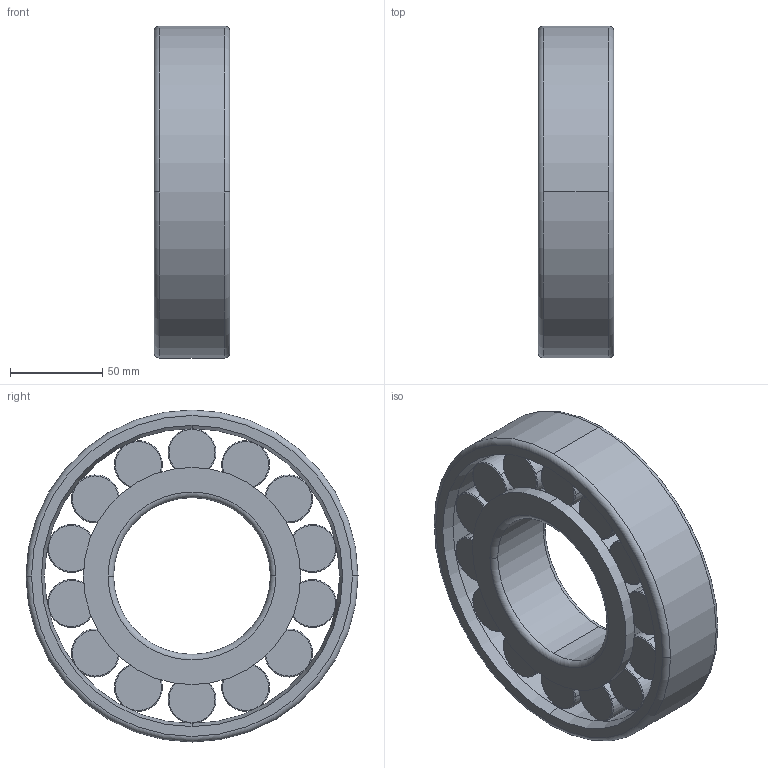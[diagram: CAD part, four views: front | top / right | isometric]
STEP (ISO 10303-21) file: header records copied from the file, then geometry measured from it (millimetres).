
FILE_DESCRIPTION(('STEP AP214'),'1');
FILE_NAME('n317-e-xl-m1.stp','2025-09-02T05:40:04',('TraceParts'),('TraceParts S.A.'),'Spatial InterOp 3D',' ',' ');
FILE_SCHEMA(('AUTOMOTIVE_DESIGN { 1 0 10303 214 1 1 1 1 }'));
Length unit declared in the file: millimetre
Products named in the file (1): inafag_n317-e-xl-m1_5mpeuenqstwaw55k5or3dk3gu_1
Bounding box: 41 x 180 x 180 mm (x, y, z)
Volume: 582913.3 mm3; surface area: 137718.3 mm2
Topology: 16 solids, 16 shells, 158 faces, 368 edges, 244 vertices
Faces by surface type: torus 72, cylinder 40, plane 34, cone 12
Entity records: 6065 total; most frequent: DIRECTION 1032, CARTESIAN_POINT 786, ORIENTED_EDGE 736, AXIS2_PLACEMENT_3D 490, EDGE_CURVE 368, CIRCLE 316, VERTEX_POINT 244, EDGE_LOOP 164
